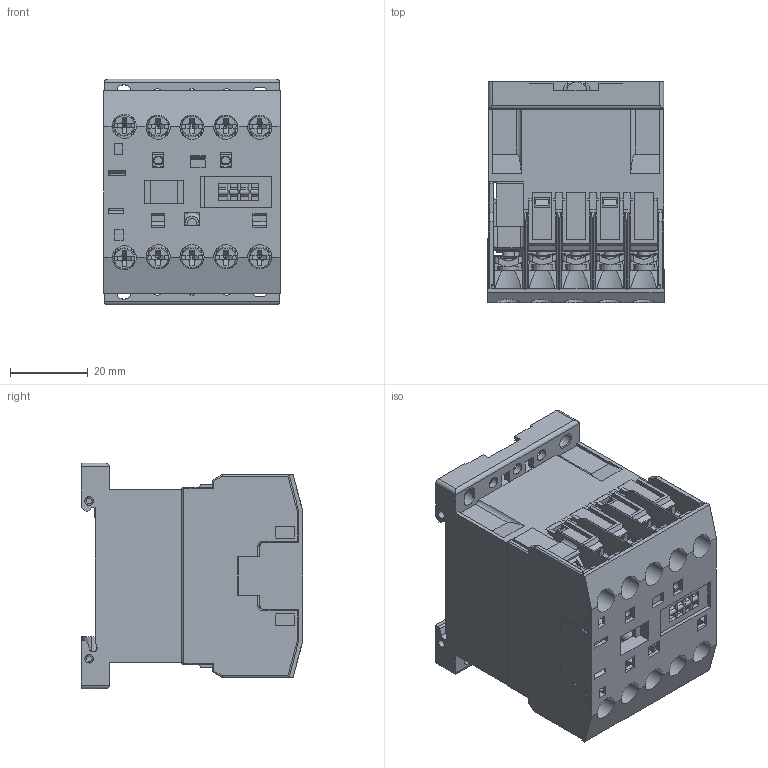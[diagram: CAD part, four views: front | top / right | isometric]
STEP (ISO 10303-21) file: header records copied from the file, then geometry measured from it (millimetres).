
FILE_DESCRIPTION((''),'2;1');
FILE_NAME('2ZT-401-015-1-16_SW0002','2022-03-02T08:49:40',('chenhd'),(''),'CREO PARAMETRIC BY PTC INC, 2020044','CREO PARAMETRIC BY PTC INC, 2020044','');
FILE_SCHEMA(('CONFIG_CONTROL_DESIGN','SHAPE_APPEARANCE_LAYERS_GROUPS'));
Products named in the file (1): 2ZT-401-015-1-16_SW0002
Bounding box: 45.5 x 56.8 x 58 mm (x, y, z)
Volume: 83531.3 mm3; surface area: 51793.4 mm2
Topology: 9 solids, 9 shells, 3764 faces, 10542 edges, 6638 vertices
Faces by surface type: plane 2505, cylinder 847, cone 117, sphere 112, extrusion 88, bspline 84, torus 11
Entity records: 159162 total; most frequent: CARTESIAN_POINT 37064, ORIENTED_EDGE 21004, DIRECTION 17898, EDGE_CURVE 10502, VECTOR 8032, LINE 7944, VERTEX_POINT 6638, AXIS2_PLACEMENT_3D 4933
